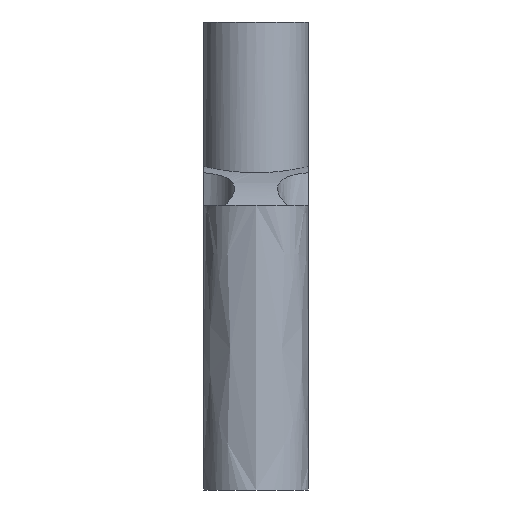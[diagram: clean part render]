
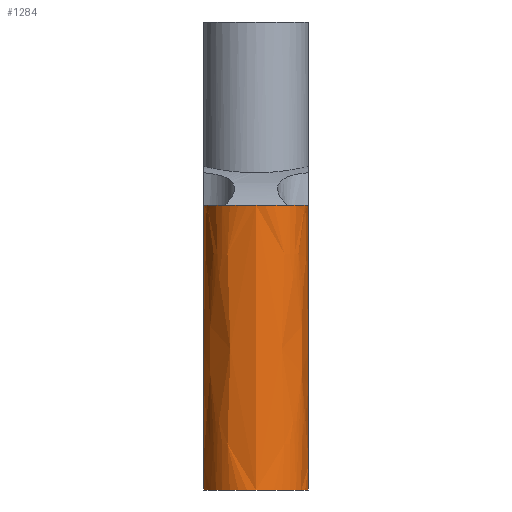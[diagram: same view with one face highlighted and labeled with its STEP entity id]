
A CAD part, left-side view. The second image highlights one B-rep face of the part: STEP entity #1284.
In plain terms, the highlighted free-form (B-spline) face has degree [1, 2] with [2, 9] control points.
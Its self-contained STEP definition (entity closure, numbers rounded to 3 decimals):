
#226=CARTESIAN_POINT('',(-19.316,-1.249,8.693));
#227=VERTEX_POINT('',#226);
#234=CARTESIAN_POINT('',(-19.316,-5.351,8.693));
#235=VERTEX_POINT('',#234);
#236=CARTESIAN_POINT('',(-19.316,-5.351,8.693));
#237=CARTESIAN_POINT('',(-19.135,-5.111,8.693));
#238=CARTESIAN_POINT('',(-18.981,-4.84,8.718));
#239=CARTESIAN_POINT('',(-18.707,-4.149,8.781));
#240=CARTESIAN_POINT('',(-18.628,-3.712,8.815));
#241=CARTESIAN_POINT('',(-18.628,-2.888,8.815));
#242=CARTESIAN_POINT('',(-18.707,-2.451,8.781));
#243=CARTESIAN_POINT('',(-18.981,-1.76,8.718));
#244=CARTESIAN_POINT('',(-19.135,-1.489,8.693));
#245=CARTESIAN_POINT('',(-19.316,-1.249,8.693));
#246=B_SPLINE_CURVE_WITH_KNOTS('',3,(#236,#237,#238,#239,#240,#241,#242,#243,#244,#245),.UNSPECIFIED.,.F.,.U.,(4,2,2,2,4),(1.435,1.523,1.646,1.77,1.858),.UNSPECIFIED.);
#247=EDGE_CURVE('',#235,#227,#246,.T.);
#342=CARTESIAN_POINT('',(-22.028,0.1,0.));
#343=VERTEX_POINT('',#342);
#350=CARTESIAN_POINT('',(-22.028,0.1,8.693));
#351=VERTEX_POINT('',#350);
#352=CARTESIAN_POINT('',(-22.028,0.1,8.693));
#353=DIRECTION('',(0.0,0.0,-1.0));
#354=VECTOR('',#353,8.693);
#355=LINE('',#352,#354);
#356=EDGE_CURVE('',#351,#343,#355,.T.);
#425=CARTESIAN_POINT('',(-20.033,-6.053,0.));
#426=VERTEX_POINT('',#425);
#433=CARTESIAN_POINT('',(-20.033,-0.547,0.));
#434=VERTEX_POINT('',#433);
#435=CARTESIAN_POINT('',(-20.033,-0.547,0.));
#436=CARTESIAN_POINT('',(-19.884,-0.655,0.));
#437=CARTESIAN_POINT('',(-19.745,-0.775,0.017));
#438=CARTESIAN_POINT('',(-19.316,-1.203,0.106));
#439=CARTESIAN_POINT('',(-19.06,-1.581,0.24));
#440=CARTESIAN_POINT('',(-18.717,-2.407,0.479));
#441=CARTESIAN_POINT('',(-18.628,-2.858,0.576));
#442=CARTESIAN_POINT('',(-18.628,-3.742,0.576));
#443=CARTESIAN_POINT('',(-18.717,-4.193,0.479));
#444=CARTESIAN_POINT('',(-19.06,-5.019,0.24));
#445=CARTESIAN_POINT('',(-19.316,-5.397,0.106));
#446=CARTESIAN_POINT('',(-19.745,-5.825,0.017));
#447=CARTESIAN_POINT('',(-19.884,-5.945,0.));
#448=CARTESIAN_POINT('',(-20.033,-6.053,0.));
#449=B_SPLINE_CURVE_WITH_KNOTS('',3,(#435,#436,#437,#438,#439,#440,#441,#442,#443,#444,#445,#446,#447,#448),.UNSPECIFIED.,.F.,.U.,(4,2,2,2,2,2,4),(1.571,1.622,1.755,1.888,2.02,2.153,2.204),.UNSPECIFIED.);
#450=EDGE_CURVE('',#434,#426,#449,.T.);
#592=CARTESIAN_POINT('',(-22.028,-6.7,8.693));
#593=VERTEX_POINT('',#592);
#600=CARTESIAN_POINT('',(-22.028,-6.7,0.));
#601=VERTEX_POINT('',#600);
#602=CARTESIAN_POINT('',(-22.028,-6.7,8.693));
#603=DIRECTION('',(0.0,0.0,-1.0));
#604=VECTOR('',#603,8.693);
#605=LINE('',#602,#604);
#606=EDGE_CURVE('',#593,#601,#605,.T.);
#1046=CARTESIAN_POINT('',(-25.428,-3.3,9.5));
#1047=VERTEX_POINT('',#1046);
#1048=CARTESIAN_POINT('',(-22.028,-3.3,9.5));
#1049=DIRECTION('',(0.0,0.0,1.0));
#1050=DIRECTION('',(1.0,0.0,0.0));
#1051=AXIS2_PLACEMENT_3D('',#1048,#1049,#1050);
#1052=CIRCLE('',#1051,3.4);
#1053=EDGE_CURVE('',#1047,#1047,#1052,.T.);
#1074=CARTESIAN_POINT('',(-25.428,-3.3,-9.));
#1075=VERTEX_POINT('',#1074);
#1076=CARTESIAN_POINT('',(-22.028,-3.3,-9.));
#1077=DIRECTION('',(0.0,0.0,-1.0));
#1078=DIRECTION('',(1.0,0.0,0.0));
#1079=AXIS2_PLACEMENT_3D('',#1076,#1077,#1078);
#1080=CIRCLE('',#1079,3.4);
#1081=EDGE_CURVE('',#1075,#1075,#1080,.T.);
#1146=CARTESIAN_POINT('',(-22.028,-3.3,0.));
#1147=DIRECTION('',(0.0,0.0,-1.0));
#1148=DIRECTION('',(1.0,0.0,0.0));
#1149=AXIS2_PLACEMENT_3D('',#1146,#1147,#1148);
#1150=CIRCLE('',#1149,3.4);
#1151=EDGE_CURVE('',#426,#601,#1150,.T.);
#1163=CARTESIAN_POINT('',(-22.028,-3.3,8.693));
#1164=DIRECTION('',(0.0,0.0,1.0));
#1165=DIRECTION('',(1.0,0.0,0.0));
#1166=AXIS2_PLACEMENT_3D('',#1163,#1164,#1165);
#1167=CIRCLE('',#1166,3.4);
#1168=EDGE_CURVE('',#593,#235,#1167,.T.);
#1180=CARTESIAN_POINT('',(-22.028,-3.3,8.693));
#1181=DIRECTION('',(0.0,0.0,1.0));
#1182=DIRECTION('',(1.0,0.0,0.0));
#1183=AXIS2_PLACEMENT_3D('',#1180,#1181,#1182);
#1184=CIRCLE('',#1183,3.4);
#1185=EDGE_CURVE('',#227,#351,#1184,.T.);
#1230=CARTESIAN_POINT('',(-22.028,-3.3,0.));
#1231=DIRECTION('',(0.0,0.0,-1.0));
#1232=DIRECTION('',(1.0,0.0,0.0));
#1233=AXIS2_PLACEMENT_3D('',#1230,#1231,#1232);
#1234=CIRCLE('',#1233,3.4);
#1235=EDGE_CURVE('',#343,#434,#1234,.T.);
#1242=CARTESIAN_POINT('',(-25.428,-3.3,9.5));
#1243=CARTESIAN_POINT('',(-25.428,-3.3,-9.));
#1244=CARTESIAN_POINT('',(-25.428,-6.7,9.5));
#1245=CARTESIAN_POINT('',(-25.428,-6.7,-9.));
#1246=CARTESIAN_POINT('',(-22.028,-6.7,9.5));
#1247=CARTESIAN_POINT('',(-22.028,-6.7,-9.));
#1248=CARTESIAN_POINT('',(-18.628,-6.7,9.5));
#1249=CARTESIAN_POINT('',(-18.628,-6.7,-9.));
#1250=CARTESIAN_POINT('',(-18.628,-3.3,9.5));
#1251=CARTESIAN_POINT('',(-18.628,-3.3,-9.));
#1252=CARTESIAN_POINT('',(-18.628,0.1,9.5));
#1253=CARTESIAN_POINT('',(-18.628,0.1,-9.));
#1254=CARTESIAN_POINT('',(-22.028,0.1,9.5));
#1255=CARTESIAN_POINT('',(-22.028,0.1,-9.));
#1256=CARTESIAN_POINT('',(-25.428,0.1,9.5));
#1257=CARTESIAN_POINT('',(-25.428,0.1,-9.));
#1258=CARTESIAN_POINT('',(-25.428,-3.3,9.5));
#1259=CARTESIAN_POINT('',(-25.428,-3.3,-9.));
#1267=(BOUNDED_SURFACE()B_SPLINE_SURFACE(1,2,((#1242,#1244,#1246,#1248,#1250,#1252,#1254,#1256,#1258),(#1243,#1245,#1247,#1249,#1251,#1253,#1255,#1257,#1259)),.UNSPECIFIED.,.F.,.T.,.U.)B_SPLINE_SURFACE_WITH_KNOTS((2,2),(3,2,2,2,3),(3.104,8.545),(0.0,5.341,10.681,16.022,21.363),.UNSPECIFIED.)GEOMETRIC_REPRESENTATION_ITEM()RATIONAL_B_SPLINE_SURFACE(((1.0,0.707,1.0,0.707,1.0,0.707,1.0,0.707,1.0),(1.0,0.707,1.0,0.707,1.0,0.707,1.0,0.707,1.0)))REPRESENTATION_ITEM('')SURFACE());
#1268=ORIENTED_EDGE('',*,*,#1081,.F.);
#1269=EDGE_LOOP('',(#1268));
#1270=FACE_OUTER_BOUND('',#1269,.T.);
#1271=ORIENTED_EDGE('',*,*,#1053,.F.);
#1272=EDGE_LOOP('',(#1271));
#1273=FACE_BOUND('',#1272,.T.);
#1274=ORIENTED_EDGE('',*,*,#606,.F.);
#1275=ORIENTED_EDGE('',*,*,#1168,.T.);
#1276=ORIENTED_EDGE('',*,*,#247,.T.);
#1277=ORIENTED_EDGE('',*,*,#1185,.T.);
#1278=ORIENTED_EDGE('',*,*,#356,.T.);
#1279=ORIENTED_EDGE('',*,*,#1235,.T.);
#1280=ORIENTED_EDGE('',*,*,#450,.T.);
#1281=ORIENTED_EDGE('',*,*,#1151,.T.);
#1282=EDGE_LOOP('',(#1274,#1275,#1276,#1277,#1278,#1279,#1280,#1281));
#1283=FACE_BOUND('',#1282,.T.);
#1284=ADVANCED_FACE('',(#1270,#1273,#1283),#1267,.T.);
